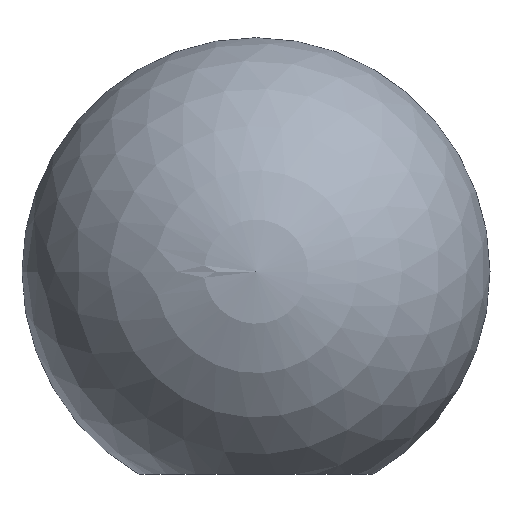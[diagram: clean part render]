
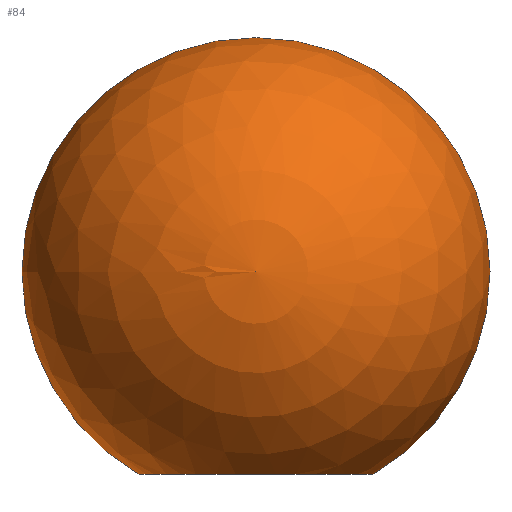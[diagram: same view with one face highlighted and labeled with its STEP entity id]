
A CAD part, left-side view. The second image highlights one B-rep face of the part: STEP entity #84.
In plain terms, the highlighted spherical face has radius 1517 mm.
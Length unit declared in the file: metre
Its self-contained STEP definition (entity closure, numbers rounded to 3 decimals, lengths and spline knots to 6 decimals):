
#1 = CARTESIAN_POINT ( 'NONE',  ( 0., 0., 0. ) ) ;
#3 = SPHERICAL_SURFACE ( 'NONE', #74, 1.517 ) ;
#7 = DIRECTION ( 'NONE',  ( -1., 0., 0. ) ) ;
#8 = EDGE_CURVE ( 'NONE', #42, #34, #35, .T. ) ;
#9 = FACE_OUTER_BOUND ( 'NONE', #53, .T. ) ;
#10 = DIRECTION ( 'NONE',  ( -1., 0., 0. ) ) ;
#15 = EDGE_CURVE ( 'NONE', #37, #34, #63, .T. ) ;
#17 = EDGE_CURVE ( 'NONE', #37, #42, #55, .T. ) ;
#25 = CARTESIAN_POINT ( 'NONE',  ( 0., 0.7585, -1.313761 ) ) ;
#26 = CARTESIAN_POINT ( 'NONE',  ( 0., 0., 1.517 ) ) ;
#32 = AXIS2_PLACEMENT_3D ( 'NONE', #83, #78, #39 ) ;
#34 = VERTEX_POINT ( 'NONE', #25 ) ;
#35 = CIRCLE ( 'NONE', #36, 0.7585 ) ;
#36 = AXIS2_PLACEMENT_3D ( 'NONE', #75, #46, #10 ) ;
#37 = VERTEX_POINT ( 'NONE', #26 ) ;
#39 = DIRECTION ( 'NONE',  ( 0., 1., 0. ) ) ;
#42 = VERTEX_POINT ( 'NONE', #56 ) ;
#46 = DIRECTION ( 'NONE',  ( 0., 0., -1. ) ) ;
#53 = EDGE_LOOP ( 'NONE', ( #88, #90, #68 ) ) ;
#55 = CIRCLE ( 'NONE', #32, 1.517 ) ;
#56 = CARTESIAN_POINT ( 'NONE',  ( 0., -0.7585, -1.313761 ) ) ;
#62 = CARTESIAN_POINT ( 'NONE',  ( 0., 0., 0. ) ) ;
#63 = CIRCLE ( 'NONE', #73, 1.517 ) ;
#68 = ORIENTED_EDGE ( 'NONE', *, *, #8, .T. ) ;
#73 = AXIS2_PLACEMENT_3D ( 'NONE', #1, #7, #77 ) ;
#74 = AXIS2_PLACEMENT_3D ( 'NONE', #62, #81, #91 ) ;
#75 = CARTESIAN_POINT ( 'NONE',  ( 0., 0., -1.313761 ) ) ;
#77 = DIRECTION ( 'NONE',  ( 0., 0., 1. ) ) ;
#78 = DIRECTION ( 'NONE',  ( 1., 0., 0. ) ) ;
#81 = DIRECTION ( 'NONE',  ( 1., 0., 0. ) ) ;
#83 = CARTESIAN_POINT ( 'NONE',  ( 0., 0., 0. ) ) ;
#84 = ADVANCED_FACE ( 'NONE', ( #9 ), #3, .F. ) ;
#88 = ORIENTED_EDGE ( 'NONE', *, *, #15, .F. ) ;
#90 = ORIENTED_EDGE ( 'NONE', *, *, #17, .T. ) ;
#91 = DIRECTION ( 'NONE',  ( 0., 1., 0. ) ) ;
